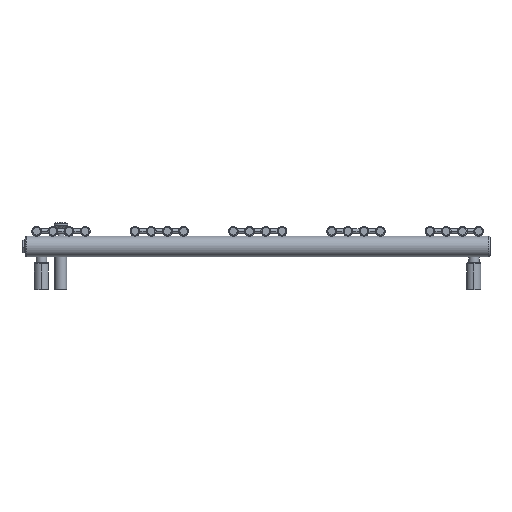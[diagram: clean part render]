
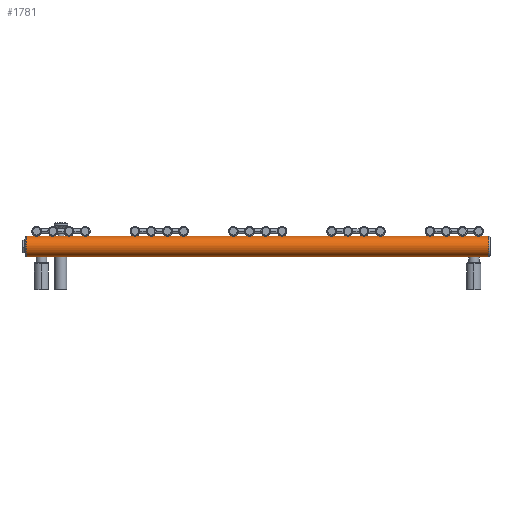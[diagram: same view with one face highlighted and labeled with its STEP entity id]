
A CAD part, left-side view. The second image highlights one B-rep face of the part: STEP entity #1781.
In plain terms, the highlighted cylindrical face has radius 19 mm (diameter 38 mm), a partial arc.
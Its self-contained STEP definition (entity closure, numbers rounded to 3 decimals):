
#1546=CARTESIAN_POINT('',(19.,858.,0.));
#1547=DIRECTION('',(0.,1.,0.));
#1548=DIRECTION('',(0.,0.,-1.));
#1549=AXIS2_PLACEMENT_3D('',#1546,#1547,#1548);
#1554=CARTESIAN_POINT('',(19.,2.,0.));
#1555=DIRECTION('',(0.,-1.,0.));
#1556=DIRECTION('',(0.,0.,1.));
#1557=AXIS2_PLACEMENT_3D('',#1554,#1555,#1556);
#1562=DIRECTION('',(0.,1.,0.));
#1563=VECTOR('',#1562,856.);
#1564=CARTESIAN_POINT('',(19.,2.,-19.));
#1565=LINE('',#1564,#1563);
#1617=DIRECTION('',(0.,1.,0.));
#1618=VECTOR('',#1617,856.);
#1619=CARTESIAN_POINT('',(19.,2.,19.));
#1620=LINE('',#1619,#1618);
#1682=CARTESIAN_POINT('',(19.,858.,-19.));
#1683=CARTESIAN_POINT('',(19.,858.,19.));
#1684=VERTEX_POINT('',#1682);
#1685=VERTEX_POINT('',#1683);
#1690=CARTESIAN_POINT('',(19.,2.,-19.));
#1691=CARTESIAN_POINT('',(19.,2.,19.));
#1692=VERTEX_POINT('',#1690);
#1693=VERTEX_POINT('',#1691);
#1767=CARTESIAN_POINT('',(19.,0.,0.));
#1768=DIRECTION('',(0.,1.,0.));
#1769=DIRECTION('',(0.,0.,1.));
#1770=AXIS2_PLACEMENT_3D('',#1767,#1768,#1769);
#1771=CYLINDRICAL_SURFACE('',#1770,19.);
#1773=ORIENTED_EDGE('',*,*,#1772,.T.);
#1775=ORIENTED_EDGE('',*,*,#1774,.F.);
#1776=ORIENTED_EDGE('',*,*,#1761,.T.);
#1778=ORIENTED_EDGE('',*,*,#1777,.T.);
#1779=EDGE_LOOP('',(#1773,#1775,#1776,#1778));
#1780=FACE_OUTER_BOUND('',#1779,.F.);
#1550=CIRCLE('',#1549,19.);
#1558=CIRCLE('',#1557,19.);
#1761=EDGE_CURVE('',#1693,#1692,#1558,.T.);
#1772=EDGE_CURVE('',#1684,#1685,#1550,.T.);
#1774=EDGE_CURVE('',#1693,#1685,#1620,.T.);
#1777=EDGE_CURVE('',#1692,#1684,#1565,.T.);
#1781=ADVANCED_FACE('',(#1780),#1771,.T.);
